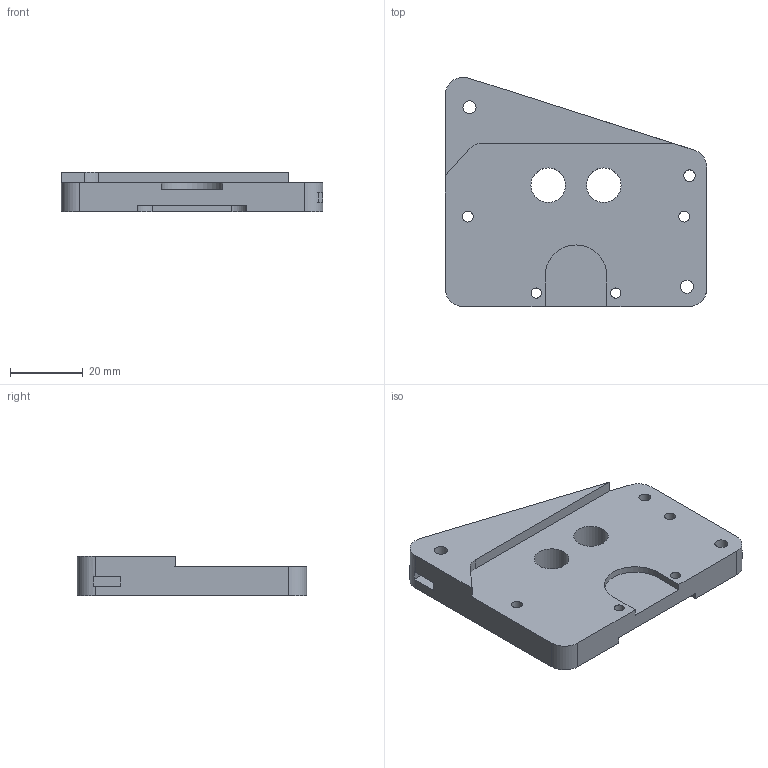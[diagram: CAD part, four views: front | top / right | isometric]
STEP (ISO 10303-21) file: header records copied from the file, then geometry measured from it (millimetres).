
FILE_DESCRIPTION(/* description */ ('STEP AP214'),/* implementation_level */ '2;1');
FILE_NAME(/* name */ 'Neptune 4 Series Head Connection Part.step',/* time_stamp */ '2024-11-12T12:14:47+03:00',/* author */ (''),/* organization */ (''),/* preprocessor_version */ 'ST-DEVELOPER v20',/* originating_system */ 'Autodesk Translation Framework v13.20.0.188',/* authorisation */ '');
FILE_SCHEMA (('AUTOMOTIVE_DESIGN { 1 0 10303 214 3 1 1 }'));
Length unit declared in the file: millimetre
Products named in the file (1): elego neptun 4
Bounding box: 72 x 63.15 x 11 mm (x, y, z)
Volume: 29513.4 mm3; surface area: 11294.9 mm2
Topology: 1 solids, 1 shells, 55 faces, 153 edges, 102 vertices
Faces by surface type: plane 33, cylinder 22
Full cylindrical faces by diameter (mm): 2.8 x2, 3 x2, 3.2 x2, 3.6 x4, 5.5 x2, 9.5 x2
Entity records: 1865 total; most frequent: DIRECTION 315, CARTESIAN_POINT 311, ORIENTED_EDGE 306, EDGE_CURVE 153, AXIS2_PLACEMENT_3D 106, LINE 103, VECTOR 103, VERTEX_POINT 102
